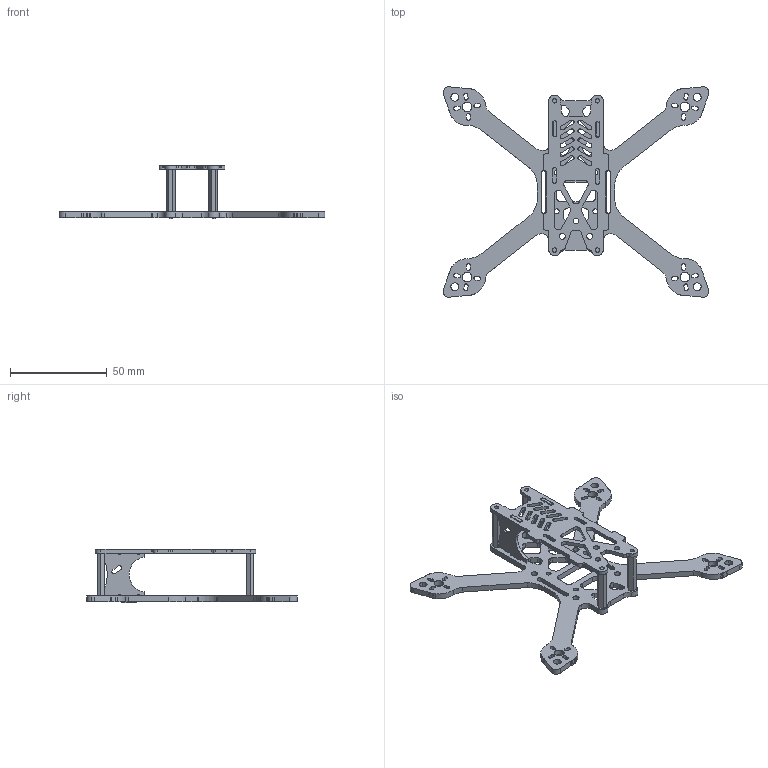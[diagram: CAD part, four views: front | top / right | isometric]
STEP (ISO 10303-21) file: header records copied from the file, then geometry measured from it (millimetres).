
FILE_DESCRIPTION(('Robotics Model'),'2;1');
FILE_NAME('cu-copter(x130)(frame)_v1.step', '2019-07-01T21:02:34',('Author'),('Christian Ulrich'), 'Open CASCADE STEP processor 6.8','Robotics','Unknown');
FILE_SCHEMA(('AUTOMOTIVE_DESIGN_CC2 { 1 2 10303 214 -1 1 5 4 }'));
Length unit declared in the file: millimetre
Products named in the file (9): ASSEMBLY; bottom-v06; top-v07; cam-l; cam-r; spacer-fr; spacer-hr; spacer-fl; spacer-hl
Assembly tree (8 placements, depth 2):
  ASSEMBLY
    bottom-v06
    top-v07
    cam-l
    cam-r
    spacer-fr
    spacer-hr
    spacer-fl
    spacer-hl
Bounding box: 137.3 x 108.64 x 27.5 mm (x, y, z)
Volume: 18808 mm3; surface area: 21136.6 mm2
Topology: 8 solids, 8 shells, 651 faces, 1905 edges, 1270 vertices
Faces by surface type: cylinder 396, plane 255
Entity records: 48321 total; most frequent: CARTESIAN_POINT 10153, DIRECTION 7334, LINE 4041, VECTOR 4041, ORIENTED_EDGE 3810, PCURVE 3810, DEFINITIONAL_REPRESENTATION 3810, EDGE_CURVE 1905
